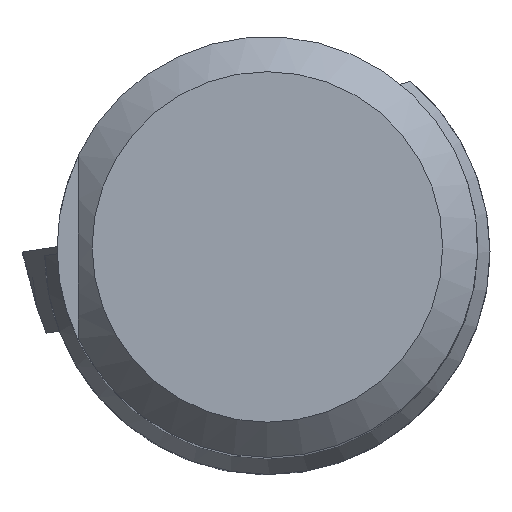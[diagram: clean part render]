
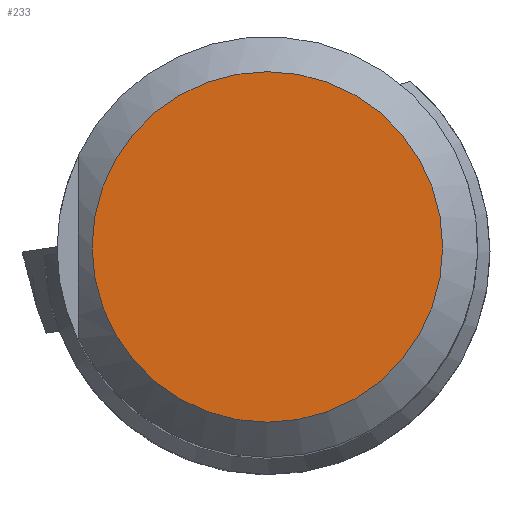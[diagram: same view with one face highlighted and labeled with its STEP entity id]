
A CAD part, top view. The second image highlights one B-rep face of the part: STEP entity #233.
In plain terms, the highlighted planar face has unit normal (0, 0, 1).
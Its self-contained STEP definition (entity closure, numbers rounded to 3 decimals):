
#152=PLANE('',#698);
#233=ADVANCED_FACE('',(#268),#152,.T.);
#268=FACE_OUTER_BOUND('',#297,.T.);
#297=EDGE_LOOP('',(#400));
#338=CIRCLE('',#688,5.);
#400=ORIENTED_EDGE('',*,*,#558,.F.);
#505=VERTEX_POINT('',#998);
#558=EDGE_CURVE('',#505,#505,#338,.T.);
#688=AXIS2_PLACEMENT_3D('',#997,#791,#792);
#698=AXIS2_PLACEMENT_3D('',#1023,#811,#812);
#791=DIRECTION('',(0.,0.,-1.));
#792=DIRECTION('',(0.,-1.,0.));
#811=DIRECTION('',(0.,0.,1.));
#812=DIRECTION('',(0.,1.,0.));
#997=CARTESIAN_POINT('',(0.,0.,0.));
#998=CARTESIAN_POINT('',(0.,-5.,0.));
#1023=CARTESIAN_POINT('',(5.,0.,0.));
